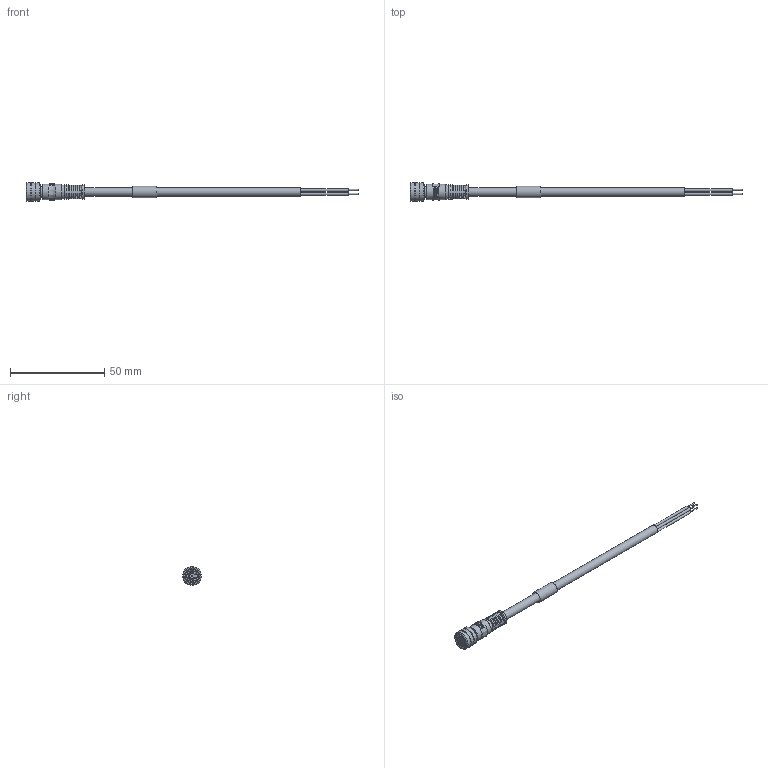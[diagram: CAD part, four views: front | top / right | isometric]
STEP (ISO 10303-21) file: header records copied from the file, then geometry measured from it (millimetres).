
FILE_DESCRIPTION (( 'STEP AP214' ), '1' );
FILE_NAME ('TRG425-C4Y.STEP', '2018-04-06T15:59:58', ( '' ), ( '' ), 'SwSTEP 2.0', 'SolidWorks 2017', '' );
FILE_SCHEMA (( 'AUTOMOTIVE_DESIGN' ));
Length unit declared in the file: inch
Products named in the file (4): 1AW01-003_.236 ID; TRG425-C4Y-MA1; TRG424-C4Y-MA2_Stripped; TRG425-C4Y
Assembly tree (3 placements, depth 2):
  TRG425-C4Y
    TRG424-C4Y-MA2_Stripped
    TRG425-C4Y-MA1
    1AW01-003_.236 ID
Bounding box: 176.05 x 10 x 10 mm (x, y, z)
Volume: 3514.3 mm3; surface area: 4273.1 mm2
Topology: 3 solids, 3 shells, 438 faces, 1112 edges, 744 vertices
Faces by surface type: plane 263, cylinder 120, cone 28, bspline 27
Full cylindrical faces by diameter (mm): 0.643 x4, 0.8 x1, 1.1 x4, 1.321 x4, 4.5 x1, 4.572 x1, 5.6 x1, 5.8 x2, 5.994 x1, 6.096 x1, 6.6 x1, 6.8 x1, 7 x1, 7.1 x1, 7.2 x1, 7.696 x1, 7.798 x1, 8.204 x1, 8.3 x1, 9.2 x2, 10 x3
Entity records: 15942 total; most frequent: CARTESIAN_POINT 4740, ORIENTED_EDGE 2100, DIRECTION 1857, EDGE_CURVE 1050, VERTEX_POINT 725, AXIS2_PLACEMENT_3D 698, EDGE_LOOP 547, FACE_OUTER_BOUND 472
